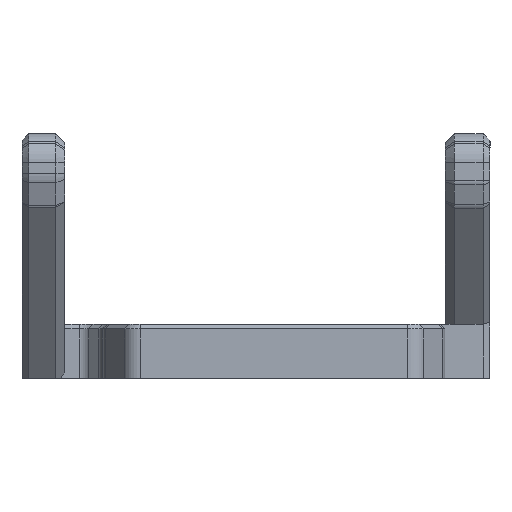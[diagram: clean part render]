
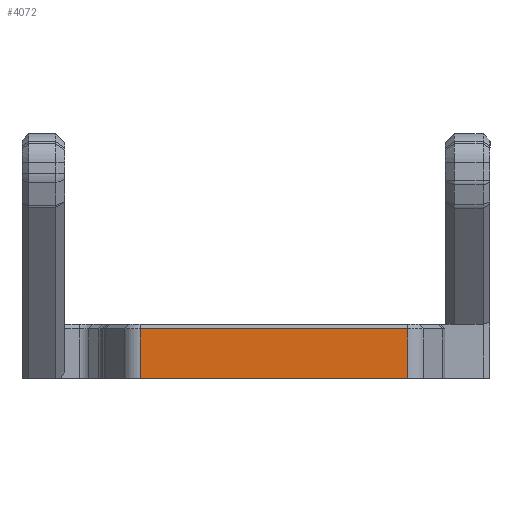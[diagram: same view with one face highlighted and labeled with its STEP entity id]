
A CAD part, front view. The second image highlights one B-rep face of the part: STEP entity #4072.
In plain terms, the highlighted face is planar.
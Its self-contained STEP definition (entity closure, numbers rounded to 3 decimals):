
#531=FACE_OUTER_BOUND('',#811,.T.);
#811=EDGE_LOOP('',(#3484,#3485,#3486,#3487));
#1058=LINE('',#6333,#1455);
#1202=LINE('',#6739,#1599);
#1220=LINE('',#6783,#1617);
#1221=LINE('',#6785,#1618);
#1455=VECTOR('',#5043,10.);
#1599=VECTOR('',#5485,10.);
#1617=VECTOR('',#5543,2.);
#1618=VECTOR('',#5546,2.);
#1869=VERTEX_POINT('',#6330);
#1870=VERTEX_POINT('',#6332);
#1978=VERTEX_POINT('',#6733);
#1979=VERTEX_POINT('',#6737);
#2276=EDGE_CURVE('',#1869,#1870,#1058,.T.);
#2478=EDGE_CURVE('',#1979,#1978,#1202,.T.);
#2500=EDGE_CURVE('',#1979,#1870,#1220,.T.);
#2501=EDGE_CURVE('',#1978,#1869,#1221,.T.);
#3484=ORIENTED_EDGE('',*,*,#2478,.F.);
#3485=ORIENTED_EDGE('',*,*,#2500,.T.);
#3486=ORIENTED_EDGE('',*,*,#2276,.F.);
#3487=ORIENTED_EDGE('',*,*,#2501,.F.);
#3860=PLANE('',#4478);
#4072=ADVANCED_FACE('',(#531),#3860,.F.);
#4478=AXIS2_PLACEMENT_3D('',#6784,#5544,#5545);
#5043=DIRECTION('',(-1.,0.,0.));
#5485=DIRECTION('',(1.,0.,0.));
#5543=DIRECTION('',(0.,-1.,0.));
#5544=DIRECTION('center_axis',(0.,0.,-1.));
#5545=DIRECTION('ref_axis',(0.,1.,0.));
#5546=DIRECTION('',(0.,-1.,0.));
#6330=CARTESIAN_POINT('',(15.164,-0.018,53.68));
#6332=CARTESIAN_POINT('',(-14.571,-0.018,53.68));
#6333=CARTESIAN_POINT('',(-15.195,-0.018,53.68));
#6733=CARTESIAN_POINT('',(15.164,5.482,53.68));
#6737=CARTESIAN_POINT('',(-14.571,5.482,53.68));
#6739=CARTESIAN_POINT('',(-3.703,5.482,53.68));
#6783=CARTESIAN_POINT('',(-14.571,5.982,53.68));
#6784=CARTESIAN_POINT('Origin',(-7.703,5.982,53.68));
#6785=CARTESIAN_POINT('',(15.164,5.982,53.68));
